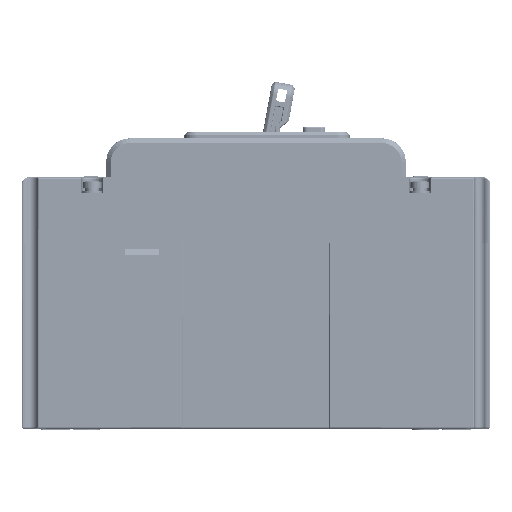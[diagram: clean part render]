
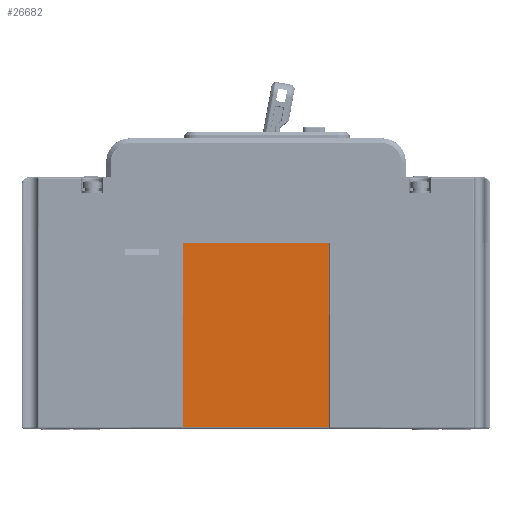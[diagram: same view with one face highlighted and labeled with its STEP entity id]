
A CAD part, left-side view. The second image highlights one B-rep face of the part: STEP entity #26682.
In plain terms, the highlighted planar face has unit normal (-1, 0, 0).
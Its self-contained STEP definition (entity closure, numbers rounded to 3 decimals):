
#3434=DIRECTION('',(0.,-1.,0.));
#3435=VECTOR('',#3434,47.);
#3436=CARTESIAN_POINT('',(0.5,98.5,1.));
#3437=LINE('',#3436,#3435);
#3451=DIRECTION('',(0.,0.,1.));
#3452=VECTOR('',#3451,59.);
#3453=CARTESIAN_POINT('',(0.5,98.5,1.));
#3454=LINE('',#3453,#3452);
#3455=DIRECTION('',(0.,-1.,0.));
#3456=VECTOR('',#3455,47.);
#3457=CARTESIAN_POINT('',(0.5,98.5,60.));
#3458=LINE('',#3457,#3456);
#3459=DIRECTION('',(0.,0.,1.));
#3460=VECTOR('',#3459,59.);
#3461=CARTESIAN_POINT('',(0.5,51.5,1.));
#3462=LINE('',#3461,#3460);
#17682=CARTESIAN_POINT('',(0.5,51.5,60.));
#17683=VERTEX_POINT('',#17682);
#17684=CARTESIAN_POINT('',(0.5,98.5,60.));
#17685=VERTEX_POINT('',#17684);
#22054=CARTESIAN_POINT('',(0.5,98.5,1.));
#22055=VERTEX_POINT('',#22054);
#22056=CARTESIAN_POINT('',(0.5,51.5,1.));
#22057=VERTEX_POINT('',#22056);
#26670=CARTESIAN_POINT('',(0.5,51.5,60.));
#26671=DIRECTION('',(1.,0.,0.));
#26672=DIRECTION('',(0.,1.,0.));
#26673=AXIS2_PLACEMENT_3D('',#26670,#26671,#26672);
#26674=PLANE('',#26673);
#26675=ORIENTED_EDGE('',*,*,#26660,.F.);
#26676=ORIENTED_EDGE('',*,*,#26635,.T.);
#26677=ORIENTED_EDGE('',*,*,#25546,.T.);
#26679=ORIENTED_EDGE('',*,*,#26678,.F.);
#26680=EDGE_LOOP('',(#26675,#26676,#26677,#26679));
#26681=FACE_OUTER_BOUND('',#26680,.F.);
#26682=ADVANCED_FACE('',(#26681),#26674,.F.);
#25546=EDGE_CURVE('',#17685,#17683,#3458,.T.);
#26635=EDGE_CURVE('',#22055,#17685,#3454,.T.);
#26660=EDGE_CURVE('',#22055,#22057,#3437,.T.);
#26678=EDGE_CURVE('',#22057,#17683,#3462,.T.);
